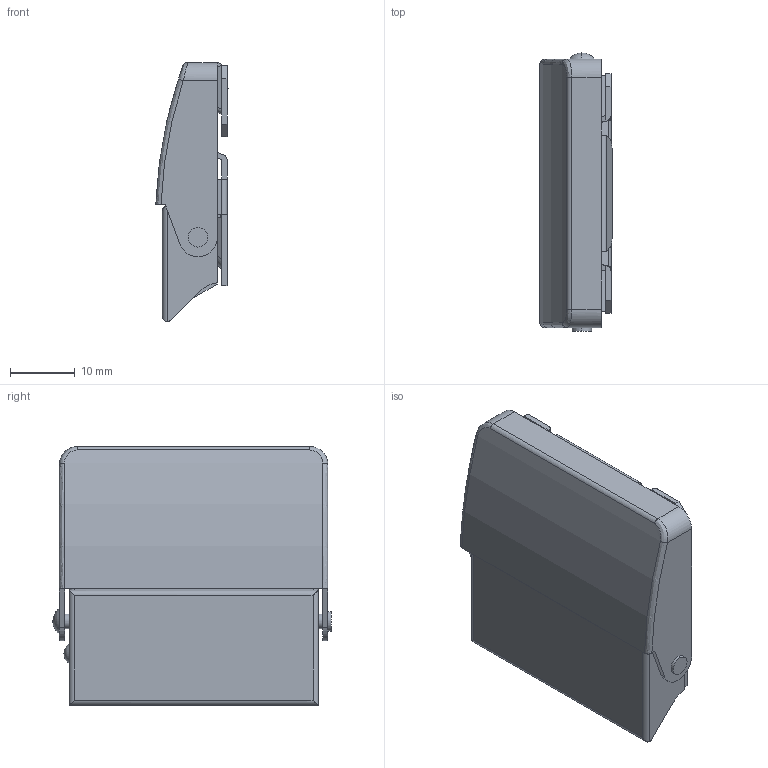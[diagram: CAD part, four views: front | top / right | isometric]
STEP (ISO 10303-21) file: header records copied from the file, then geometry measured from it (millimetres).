
FILE_DESCRIPTION( (''), '2;1');
FILE_NAME ('PC003.18316.TL_149_1_15863.stp','2023-09-06T10:58:15',(''),(''),'spGate 19.8.4 (****-****-****-****)','','');
FILE_SCHEMA (('AUTOMOTIVE_DESIGN'));
Length unit declared in the file: millimetre
Products named in the file (5): Assembly; arm; base; keeper; lever
Assembly tree (4 placements, depth 2):
  Assembly
    arm
    base
    keeper
    lever
Bounding box: 11.18 x 43 x 40 mm (x, y, z)
Volume: 4071 mm3; surface area: 10587.9 mm2
Topology: 4 solids, 4 shells, 246 faces, 644 edges, 403 vertices
Faces by surface type: plane 128, cylinder 92, bspline 18, sphere 8
Entity records: 12929 total; most frequent: CARTESIAN_POINT 1854, ORIENTED_EDGE 1268, DIRECTION 1184, COLOUR_RGB 884, PRESENTATION_STYLE_ASSIGNMENT 884, STYLED_ITEM 884, EDGE_CURVE 634, DRAUGHTING_PRE_DEFINED_CURVE_FONT 634
